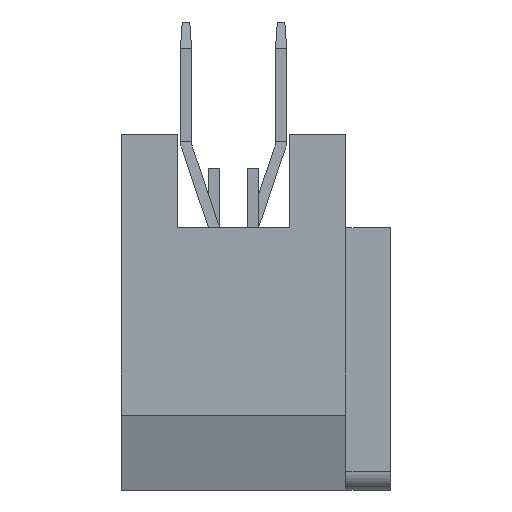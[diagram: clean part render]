
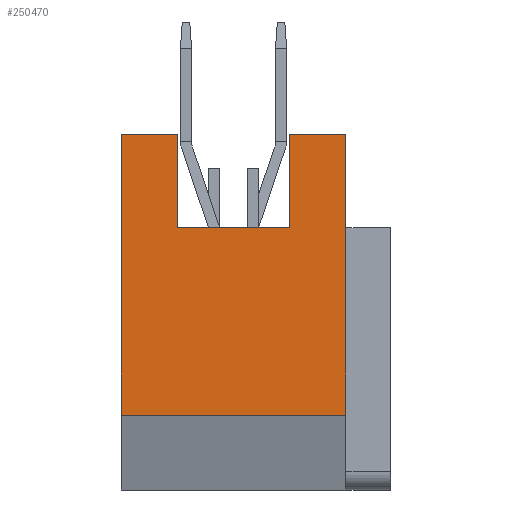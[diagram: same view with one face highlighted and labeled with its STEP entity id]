
A CAD part, left-side view. The second image highlights one B-rep face of the part: STEP entity #250470.
In plain terms, the highlighted planar face has unit normal (-1, 0, 0).
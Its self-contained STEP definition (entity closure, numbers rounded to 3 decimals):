
#13640=CARTESIAN_POINT('',(-9.905,3.,
3.));
#13650=VERTEX_POINT('',#13640);
#13680=CARTESIAN_POINT('',(-9.905,3.,
3.));
#13690=DIRECTION('',(0.,0.,-1.));
#13700=VECTOR('',#13690,1.);
#13710=LINE('',#13680,#13700);
#13720=CARTESIAN_POINT('',(-9.905,3.,
-4.5));
#13730=VERTEX_POINT('',#13720);
#13740=EDGE_CURVE('',#13650,#13730,#13710,.T.);
#160690=CARTESIAN_POINT('',(-9.905,-3.,
-4.5));
#160700=VERTEX_POINT('',#160690);
#160730=CARTESIAN_POINT('',(-9.905,-3.,
3.));
#160740=DIRECTION('',(0.,0.,1.));
#160750=VECTOR('',#160740,1.);
#160760=LINE('',#160730,#160750);
#160770=CARTESIAN_POINT('',(-9.905,-3.,
3.));
#160780=VERTEX_POINT('',#160770);
#160790=EDGE_CURVE('',#160700,#160780,#160760,.T.);
#174160=CARTESIAN_POINT('',(-9.905,-1.5,
0.5));
#174170=VERTEX_POINT('',#174160);
#174200=CARTESIAN_POINT('',(-9.905,-1.971,0.5
));
#174210=DIRECTION('',(0.,-1.,0.));
#174220=VECTOR('',#174210,1.);
#174230=LINE('',#174200,#174220);
#174240=CARTESIAN_POINT('',(-9.905,1.5,
0.5));
#174250=VERTEX_POINT('',#174240);
#174260=EDGE_CURVE('',#174250,#174170,#174230,.T.);
#247330=CARTESIAN_POINT('',(-9.905,1.5,
3.));
#247340=DIRECTION('',(0.,0.,-1.));
#247350=VECTOR('',#247340,1.);
#247360=LINE('',#247330,#247350);
#247370=CARTESIAN_POINT('',(-9.905,1.5,
3.));
#247380=VERTEX_POINT('',#247370);
#247390=EDGE_CURVE('',#247380,#174250,#247360,.T.);
#247930=CARTESIAN_POINT('',(-9.905,3.,
3.));
#247940=DIRECTION('',(0.,-1.,0.));
#247950=VECTOR('',#247940,1.);
#247960=LINE('',#247930,#247950);
#247970=EDGE_CURVE('',#13650,#247380,#247960,.T.);
#248880=CARTESIAN_POINT('',(-9.905,-1.5,
3.));
#248890=VERTEX_POINT('',#248880);
#248920=CARTESIAN_POINT('',(-9.905,-1.5,
3.));
#248930=DIRECTION('',(0.,0.,1.));
#248940=VECTOR('',#248930,1.);
#248950=LINE('',#248920,#248940);
#248960=EDGE_CURVE('',#174170,#248890,#248950,.T.);
#249830=CARTESIAN_POINT('',(-9.905,3.,
3.));
#249840=DIRECTION('',(0.,-1.,0.));
#249850=VECTOR('',#249840,1.);
#249860=LINE('',#249830,#249850);
#249870=EDGE_CURVE('',#248890,#160780,#249860,.T.);
#250270=CARTESIAN_POINT('',(-9.905,3.,
3.));
#250280=DIRECTION('',(-1.,0.,0.));
#250290=DIRECTION('',(0.,-1.,0.));
#250300=AXIS2_PLACEMENT_3D('',#250270,#250280,#250290);
#250310=PLANE('',#250300);
#250320=ORIENTED_EDGE('',*,*,#160790,.T.);
#250330=CARTESIAN_POINT('',(-9.905,-1.971,-4.5
));
#250340=DIRECTION('',(0.,1.,0.));
#250350=VECTOR('',#250340,1.);
#250360=LINE('',#250330,#250350);
#250370=EDGE_CURVE('',#160700,#13730,#250360,.T.);
#250380=ORIENTED_EDGE('',*,*,#250370,.F.);
#250390=ORIENTED_EDGE('',*,*,#13740,.T.);
#250400=ORIENTED_EDGE('',*,*,#247970,.F.);
#250410=ORIENTED_EDGE('',*,*,#247390,.F.);
#250420=ORIENTED_EDGE('',*,*,#174260,.F.);
#250430=ORIENTED_EDGE('',*,*,#248960,.F.);
#250440=ORIENTED_EDGE('',*,*,#249870,.F.);
#250450=EDGE_LOOP('',(#250440,#250430,#250420,#250410,#250400,#250390,
#250380,#250320));
#250460=FACE_OUTER_BOUND('',#250450,.T.);
#250470=ADVANCED_FACE('',(#250460),#250310,.T.);
